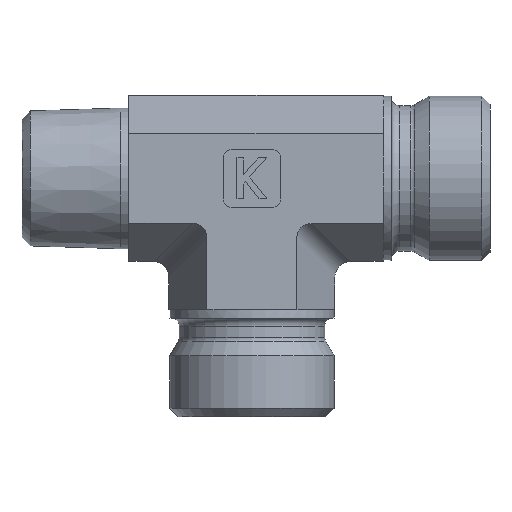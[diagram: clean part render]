
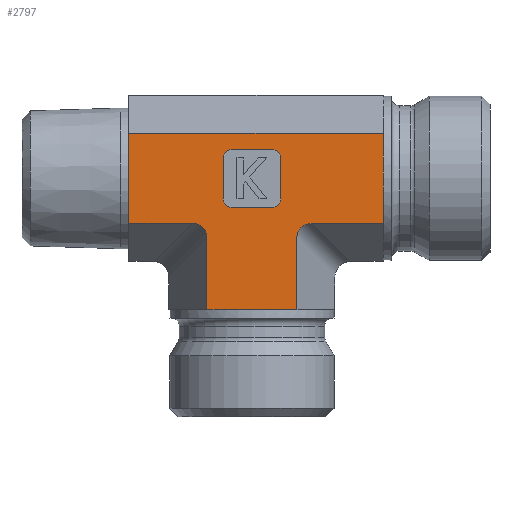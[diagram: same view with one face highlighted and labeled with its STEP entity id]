
A CAD part, left-side view. The second image highlights one B-rep face of the part: STEP entity #2797.
In plain terms, the highlighted planar face has unit normal (-1, 0, 0).
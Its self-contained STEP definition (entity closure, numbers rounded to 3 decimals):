
#224=CARTESIAN_POINT('',(-28.485,24.544,21.485));
#225=VERTEX_POINT('',#224);
#272=CARTESIAN_POINT('',(-28.485,24.544,10.515));
#273=VERTEX_POINT('',#272);
#280=CARTESIAN_POINT('',(-28.485,24.544,21.485));
#281=DIRECTION('',(0.0,0.0,-1.0));
#282=VECTOR('',#281,10.97);
#283=LINE('',#280,#282);
#284=EDGE_CURVE('',#225,#273,#283,.T.);
#633=CARTESIAN_POINT('',(-28.485,15.029,0.0));
#634=VERTEX_POINT('',#633);
#635=CARTESIAN_POINT('',(-28.485,12.666,0.0));
#636=VERTEX_POINT('',#635);
#637=CARTESIAN_POINT('',(-28.485,15.029,0.0));
#638=DIRECTION('',(0.0,-1.0,0.0));
#639=VECTOR('',#638,2.362);
#640=LINE('',#637,#639);
#641=EDGE_CURVE('',#634,#636,#640,.T.);
#687=CARTESIAN_POINT('',(-28.485,6.421,0.0));
#688=VERTEX_POINT('',#687);
#743=CARTESIAN_POINT('',(-28.485,4.059,0.0));
#744=VERTEX_POINT('',#743);
#751=CARTESIAN_POINT('',(-28.485,6.421,0.0));
#752=DIRECTION('',(0.0,-1.0,0.0));
#753=VECTOR('',#752,2.362);
#754=LINE('',#751,#753);
#755=EDGE_CURVE('',#688,#744,#754,.T.);
#822=CARTESIAN_POINT('',(-28.485,12.666,0.0));
#823=DIRECTION('',(0.0,-1.0,0.0));
#824=VECTOR('',#823,6.245);
#825=LINE('',#822,#824);
#826=EDGE_CURVE('',#636,#688,#825,.T.);
#1177=CARTESIAN_POINT('',(-28.485,-6.456,10.515));
#1178=VERTEX_POINT('',#1177);
#1179=CARTESIAN_POINT('',(-28.485,-6.456,12.878));
#1180=VERTEX_POINT('',#1179);
#1181=CARTESIAN_POINT('',(-28.485,-6.456,10.515));
#1182=DIRECTION('',(0.0,0.0,1.0));
#1183=VECTOR('',#1182,2.362);
#1184=LINE('',#1181,#1183);
#1185=EDGE_CURVE('',#1178,#1180,#1184,.T.);
#1231=CARTESIAN_POINT('',(-28.485,-6.456,19.122));
#1232=VERTEX_POINT('',#1231);
#1287=CARTESIAN_POINT('',(-28.485,-6.456,21.485));
#1288=VERTEX_POINT('',#1287);
#1295=CARTESIAN_POINT('',(-28.485,-6.456,19.122));
#1296=DIRECTION('',(0.0,0.0,1.0));
#1297=VECTOR('',#1296,2.362);
#1298=LINE('',#1295,#1297);
#1299=EDGE_CURVE('',#1232,#1288,#1298,.T.);
#1361=CARTESIAN_POINT('',(-28.485,-6.456,12.878));
#1362=DIRECTION('',(0.0,0.0,1.0));
#1363=VECTOR('',#1362,6.245);
#1364=LINE('',#1361,#1363);
#1365=EDGE_CURVE('',#1180,#1232,#1364,.T.);
#2079=CARTESIAN_POINT('',(-28.485,15.029,8.783));
#2080=VERTEX_POINT('',#2079);
#2081=CARTESIAN_POINT('',(-28.485,16.761,10.515));
#2082=VERTEX_POINT('',#2081);
#2083=CARTESIAN_POINT('',(-28.485,17.338,8.206));
#2084=DIRECTION('',(-1.0,0.0,0.0));
#2085=DIRECTION('',(0.0,-0.707,0.707));
#2086=AXIS2_PLACEMENT_3D('',#2083,#2084,#2085);
#2087=ELLIPSE('',#2086,2.582,2.0);
#2088=EDGE_CURVE('',#2080,#2082,#2087,.T.);
#2132=CARTESIAN_POINT('',(-28.485,16.761,10.515));
#2133=DIRECTION('',(0.0,1.0,0.0));
#2134=VECTOR('',#2133,7.783);
#2135=LINE('',#2132,#2134);
#2136=EDGE_CURVE('',#2082,#273,#2135,.T.);
#2157=CARTESIAN_POINT('',(-28.485,7.044,12.5));
#2158=VERTEX_POINT('',#2157);
#2165=CARTESIAN_POINT('',(-28.485,6.044,13.5));
#2166=VERTEX_POINT('',#2165);
#2167=CARTESIAN_POINT('',(-28.485,7.044,13.5));
#2168=DIRECTION('',(-1.0,0.0,0.0));
#2169=DIRECTION('',(0.0,-0.707,-0.707));
#2170=AXIS2_PLACEMENT_3D('',#2167,#2168,#2169);
#2171=CIRCLE('',#2170,1.0);
#2172=EDGE_CURVE('',#2158,#2166,#2171,.T.);
#2197=CARTESIAN_POINT('',(-28.485,12.044,12.5));
#2198=VERTEX_POINT('',#2197);
#2205=CARTESIAN_POINT('',(-28.485,7.044,12.5));
#2206=DIRECTION('',(0.0,1.0,0.0));
#2207=VECTOR('',#2206,5.);
#2208=LINE('',#2205,#2207);
#2209=EDGE_CURVE('',#2158,#2198,#2208,.T.);
#2228=CARTESIAN_POINT('',(-28.485,13.044,13.5));
#2229=VERTEX_POINT('',#2228);
#2236=CARTESIAN_POINT('',(-28.485,12.044,13.5));
#2237=DIRECTION('',(-1.0,0.0,0.0));
#2238=DIRECTION('',(0.0,0.707,-0.707));
#2239=AXIS2_PLACEMENT_3D('',#2236,#2237,#2238);
#2240=CIRCLE('',#2239,1.0);
#2241=EDGE_CURVE('',#2229,#2198,#2240,.T.);
#2261=CARTESIAN_POINT('',(-28.485,13.044,18.5));
#2262=VERTEX_POINT('',#2261);
#2269=CARTESIAN_POINT('',(-28.485,13.044,13.5));
#2270=DIRECTION('',(0.0,0.0,1.0));
#2271=VECTOR('',#2270,5.0);
#2272=LINE('',#2269,#2271);
#2273=EDGE_CURVE('',#2229,#2262,#2272,.T.);
#2292=CARTESIAN_POINT('',(-28.485,12.044,19.5));
#2293=VERTEX_POINT('',#2292);
#2300=CARTESIAN_POINT('',(-28.485,12.044,18.5));
#2301=DIRECTION('',(-1.0,0.0,0.0));
#2302=DIRECTION('',(0.0,0.707,0.707));
#2303=AXIS2_PLACEMENT_3D('',#2300,#2301,#2302);
#2304=CIRCLE('',#2303,1.0);
#2305=EDGE_CURVE('',#2293,#2262,#2304,.T.);
#2325=CARTESIAN_POINT('',(-28.485,7.044,19.5));
#2326=VERTEX_POINT('',#2325);
#2333=CARTESIAN_POINT('',(-28.485,12.044,19.5));
#2334=DIRECTION('',(0.0,-1.0,0.0));
#2335=VECTOR('',#2334,5.);
#2336=LINE('',#2333,#2335);
#2337=EDGE_CURVE('',#2293,#2326,#2336,.T.);
#2356=CARTESIAN_POINT('',(-28.485,6.044,18.5));
#2357=VERTEX_POINT('',#2356);
#2364=CARTESIAN_POINT('',(-28.485,7.044,18.5));
#2365=DIRECTION('',(-1.0,0.0,0.0));
#2366=DIRECTION('',(0.0,-0.707,0.707));
#2367=AXIS2_PLACEMENT_3D('',#2364,#2365,#2366);
#2368=CIRCLE('',#2367,1.0);
#2369=EDGE_CURVE('',#2357,#2326,#2368,.T.);
#2416=CARTESIAN_POINT('',(-28.485,6.044,18.5));
#2417=DIRECTION('',(0.0,0.0,-1.0));
#2418=VECTOR('',#2417,5.0);
#2419=LINE('',#2416,#2418);
#2420=EDGE_CURVE('',#2357,#2166,#2419,.T.);
#2443=CARTESIAN_POINT('',(-28.485,15.029,0.0));
#2444=DIRECTION('',(0.0,0.0,1.0));
#2445=VECTOR('',#2444,8.783);
#2446=LINE('',#2443,#2445);
#2447=EDGE_CURVE('',#634,#2080,#2446,.T.);
#2589=CARTESIAN_POINT('',(-28.485,2.327,10.515));
#2590=VERTEX_POINT('',#2589);
#2597=CARTESIAN_POINT('',(-28.485,4.059,8.783));
#2598=VERTEX_POINT('',#2597);
#2599=CARTESIAN_POINT('',(-28.485,1.75,8.206));
#2600=DIRECTION('',(-1.0,0.0,0.0));
#2601=DIRECTION('',(0.0,0.707,0.707));
#2602=AXIS2_PLACEMENT_3D('',#2599,#2600,#2601);
#2603=ELLIPSE('',#2602,2.582,2.0);
#2604=EDGE_CURVE('',#2590,#2598,#2603,.T.);
#2659=CARTESIAN_POINT('',(-28.485,4.059,0.0));
#2660=DIRECTION('',(0.0,0.0,1.0));
#2661=VECTOR('',#2660,8.783);
#2662=LINE('',#2659,#2661);
#2663=EDGE_CURVE('',#744,#2598,#2662,.T.);
#2689=CARTESIAN_POINT('',(-28.485,2.327,10.515));
#2690=DIRECTION('',(0.0,-1.0,0.0));
#2691=VECTOR('',#2690,8.783);
#2692=LINE('',#2689,#2691);
#2693=EDGE_CURVE('',#2590,#1178,#2692,.T.);
#2736=CARTESIAN_POINT('',(-28.485,24.544,21.485));
#2737=DIRECTION('',(0.0,-1.0,0.0));
#2738=VECTOR('',#2737,31.);
#2739=LINE('',#2736,#2738);
#2740=EDGE_CURVE('',#225,#1288,#2739,.T.);
#2766=CARTESIAN_POINT('',(-28.485,4.059,0.0));
#2767=DIRECTION('',(-1.0,0.0,0.0));
#2768=DIRECTION('',(0.0,0.0,1.0));
#2769=AXIS2_PLACEMENT_3D('',#2766,#2767,#2768);
#2770=PLANE('',#2769);
#2771=ORIENTED_EDGE('',*,*,#284,.T.);
#2772=ORIENTED_EDGE('',*,*,#2136,.F.);
#2773=ORIENTED_EDGE('',*,*,#2088,.F.);
#2774=ORIENTED_EDGE('',*,*,#2447,.F.);
#2775=ORIENTED_EDGE('',*,*,#641,.T.);
#2776=ORIENTED_EDGE('',*,*,#826,.T.);
#2777=ORIENTED_EDGE('',*,*,#755,.T.);
#2778=ORIENTED_EDGE('',*,*,#2663,.T.);
#2779=ORIENTED_EDGE('',*,*,#2604,.F.);
#2780=ORIENTED_EDGE('',*,*,#2693,.T.);
#2781=ORIENTED_EDGE('',*,*,#1185,.T.);
#2782=ORIENTED_EDGE('',*,*,#1365,.T.);
#2783=ORIENTED_EDGE('',*,*,#1299,.T.);
#2784=ORIENTED_EDGE('',*,*,#2740,.F.);
#2785=EDGE_LOOP('',(#2771,#2772,#2773,#2774,#2775,#2776,#2777,#2778,#2779,#2780,#2781,#2782,#2783,#2784));
#2786=FACE_OUTER_BOUND('',#2785,.T.);
#2787=ORIENTED_EDGE('',*,*,#2337,.T.);
#2788=ORIENTED_EDGE('',*,*,#2369,.F.);
#2789=ORIENTED_EDGE('',*,*,#2420,.T.);
#2790=ORIENTED_EDGE('',*,*,#2172,.F.);
#2791=ORIENTED_EDGE('',*,*,#2209,.T.);
#2792=ORIENTED_EDGE('',*,*,#2241,.F.);
#2793=ORIENTED_EDGE('',*,*,#2273,.T.);
#2794=ORIENTED_EDGE('',*,*,#2305,.F.);
#2795=EDGE_LOOP('',(#2787,#2788,#2789,#2790,#2791,#2792,#2793,#2794));
#2796=FACE_BOUND('',#2795,.T.);
#2797=ADVANCED_FACE('',(#2786,#2796),#2770,.T.);
